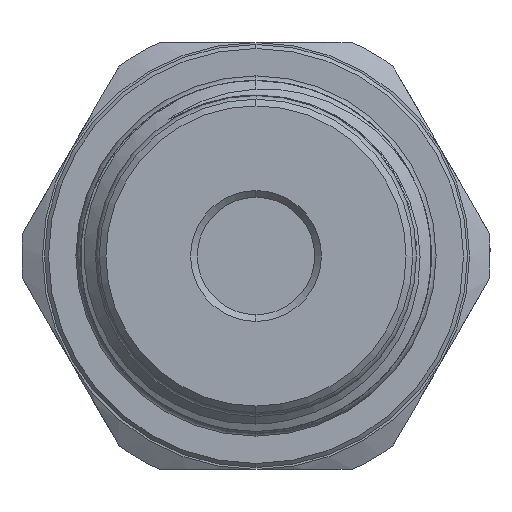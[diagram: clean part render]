
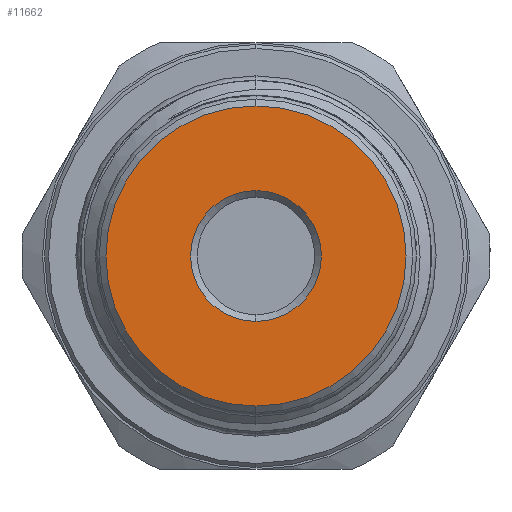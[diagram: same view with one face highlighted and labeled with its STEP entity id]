
A CAD part, left-side view. The second image highlights one B-rep face of the part: STEP entity #11662.
In plain terms, the highlighted planar face has unit normal (-1, 0, 0).
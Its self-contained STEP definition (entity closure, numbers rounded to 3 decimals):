
#75 = DIRECTION ( 'NONE',  ( 1., 0., 0. ) ) ;
#411 = CIRCLE ( 'NONE', #519, 4.9 ) ;
#519 = AXIS2_PLACEMENT_3D ( 'NONE', #4343, #2242, #14337 ) ;
#658 = DIRECTION ( 'NONE',  ( 0., 0., -1. ) ) ;
#789 = VERTEX_POINT ( 'NONE', #9423 ) ;
#1273 = AXIS2_PLACEMENT_3D ( 'NONE', #8954, #75, #5724 ) ;
#1355 = DIRECTION ( 'NONE',  ( -1., 0., 0. ) ) ;
#1725 = AXIS2_PLACEMENT_3D ( 'NONE', #12370, #1355, #9070 ) ;
#2114 = VERTEX_POINT ( 'NONE', #12392 ) ;
#2216 = PLANE ( 'NONE',  #1273 ) ;
#2242 = DIRECTION ( 'NONE',  ( 1., 0., 0. ) ) ;
#2339 = DIRECTION ( 'NONE',  ( 0., 0., -1. ) ) ;
#2714 = EDGE_LOOP ( 'NONE', ( #13793, #3129 ) ) ;
#2798 = CARTESIAN_POINT ( 'NONE',  ( 0., 0., 4.9 ) ) ;
#3076 = EDGE_LOOP ( 'NONE', ( #6747, #3237 ) ) ;
#3129 = ORIENTED_EDGE ( 'NONE', *, *, #6030, .T. ) ;
#3237 = ORIENTED_EDGE ( 'NONE', *, *, #3640, .T. ) ;
#3452 = EDGE_CURVE ( 'NONE', #5655, #789, #10340, .T. ) ;
#3640 = EDGE_CURVE ( 'NONE', #2114, #7445, #8801, .T. ) ;
#4343 = CARTESIAN_POINT ( 'NONE',  ( 0., 0., 0. ) ) ;
#5655 = VERTEX_POINT ( 'NONE', #9184 ) ;
#5724 = DIRECTION ( 'NONE',  ( 0., 0., -1. ) ) ;
#6030 = EDGE_CURVE ( 'NONE', #789, #5655, #9108, .T. ) ;
#6722 = DIRECTION ( 'NONE',  ( 1., 0., 0. ) ) ;
#6747 = ORIENTED_EDGE ( 'NONE', *, *, #8358, .T. ) ;
#6862 = CARTESIAN_POINT ( 'NONE',  ( 0., 0., 0. ) ) ;
#7445 = VERTEX_POINT ( 'NONE', #2798 ) ;
#8358 = EDGE_CURVE ( 'NONE', #7445, #2114, #411, .T. ) ;
#8473 = CARTESIAN_POINT ( 'NONE',  ( 0., 0., 0. ) ) ;
#8801 = CIRCLE ( 'NONE', #9420, 4.9 ) ;
#8954 = CARTESIAN_POINT ( 'NONE',  ( 0., 0., 0. ) ) ;
#9070 = DIRECTION ( 'NONE',  ( 0., 0., -1. ) ) ;
#9108 = CIRCLE ( 'NONE', #1725, 11.25 ) ;
#9184 = CARTESIAN_POINT ( 'NONE',  ( 0., 0., -11.25 ) ) ;
#9420 = AXIS2_PLACEMENT_3D ( 'NONE', #6862, #6722, #2339 ) ;
#9423 = CARTESIAN_POINT ( 'NONE',  ( 0., 0., 11.25 ) ) ;
#10340 = CIRCLE ( 'NONE', #11375, 11.25 ) ;
#10691 = FACE_OUTER_BOUND ( 'NONE', #2714, .T. ) ;
#11375 = AXIS2_PLACEMENT_3D ( 'NONE', #8473, #11806, #658 ) ;
#11662 = ADVANCED_FACE ( 'NONE', ( #12760, #10691 ), #2216, .F. ) ;
#11806 = DIRECTION ( 'NONE',  ( -1., 0., 0. ) ) ;
#12370 = CARTESIAN_POINT ( 'NONE',  ( 0., 0., 0. ) ) ;
#12392 = CARTESIAN_POINT ( 'NONE',  ( 0., 0., -4.9 ) ) ;
#12760 = FACE_BOUND ( 'NONE', #3076, .T. ) ;
#13793 = ORIENTED_EDGE ( 'NONE', *, *, #3452, .T. ) ;
#14337 = DIRECTION ( 'NONE',  ( 0., 0., -1. ) ) ;
